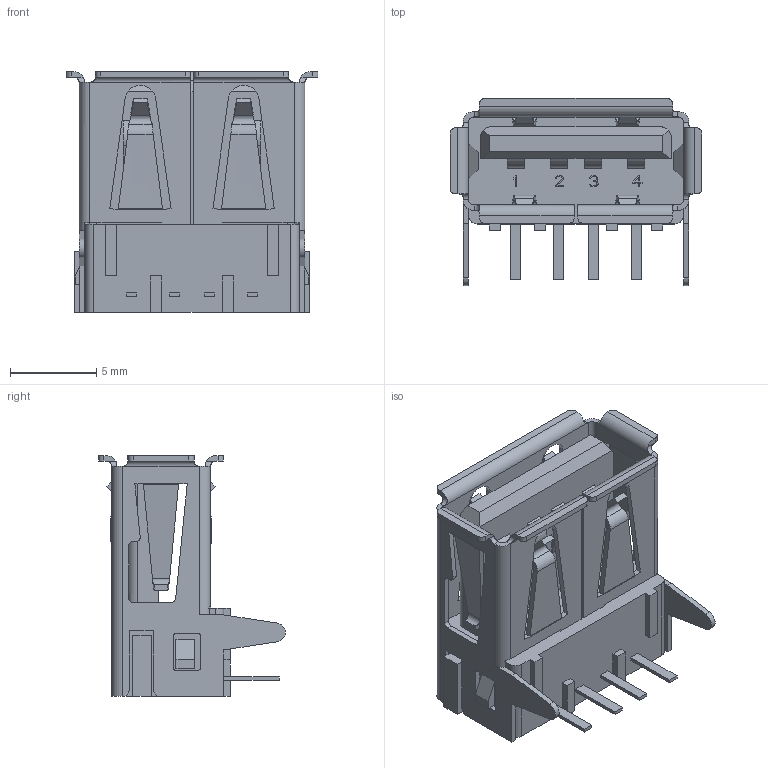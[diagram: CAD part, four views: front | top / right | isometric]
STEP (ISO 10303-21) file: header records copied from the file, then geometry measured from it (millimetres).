
FILE_DESCRIPTION((''),'2;1');
FILE_NAME('C-1364372-02-3','2007-09-07T',('workeradm'),('Tyco Electronics Corporation'),'PRO/ENGINEER BY PARAMETRIC TECHNOLOGY CORPORATION, 2005450','PRO/ENGINEER BY PARAMETRIC TECHNOLOGY CORPORATION, 2005450','');
FILE_SCHEMA(('CONFIG_CONTROL_DESIGN', 'GEOMETRIC_VALIDATION_PROPERTIES_MIM'));
Length unit declared in the file: millimetre
Products named in the file (1): C-1364372-02-3
Bounding box: 14.63 x 10.85 x 14 mm (x, y, z)
Volume: 702.2 mm3; surface area: 1320.7 mm2
Topology: 1 solids, 1 shells, 484 faces, 1286 edges, 816 vertices
Faces by surface type: plane 342, cylinder 94, bspline 48
Entity records: 16040 total; most frequent: CARTESIAN_POINT 4132, ORIENTED_EDGE 2572, DIRECTION 2182, EDGE_CURVE 1286, VECTOR 1062, LINE 1062, VERTEX_POINT 816, AXIS2_PLACEMENT_3D 560
